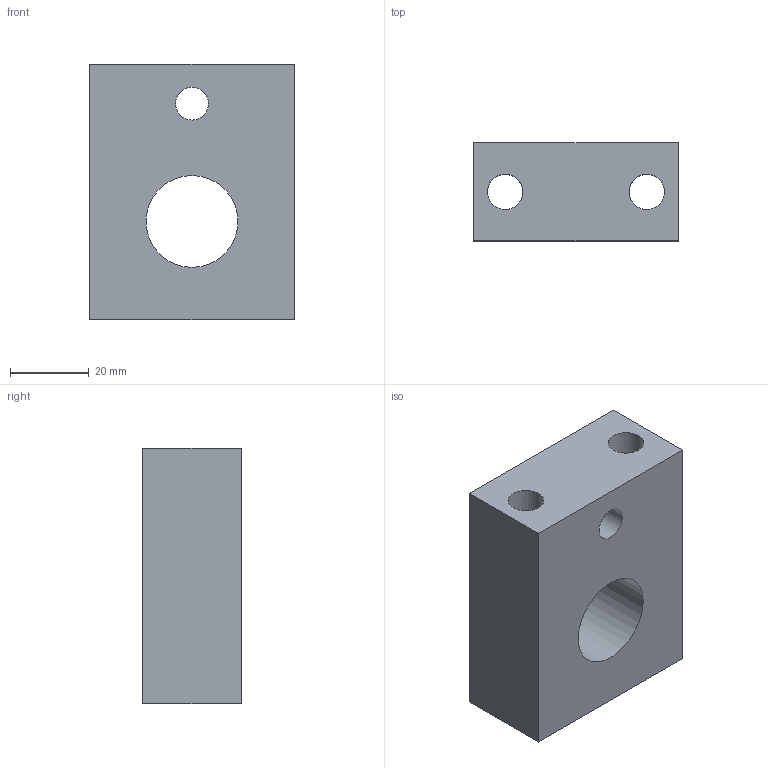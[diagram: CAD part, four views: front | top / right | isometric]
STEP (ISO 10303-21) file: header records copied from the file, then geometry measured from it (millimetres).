
FILE_DESCRIPTION(/* description */ ('Distanzplatte'),/* implementation_level */ '2;1');
FILE_NAME(/* name */ '00039670.stp',/* time_stamp */ '2023-08-24T13:43:22+02:00',/* author */ ('Pflugbeil'),/* organization */ (''),/* preprocessor_version */ 'ST-DEVELOPER v19.2',/* originating_system */ 'Autodesk Inventor 2023',/* authorisation */ '');
FILE_SCHEMA (('AUTOMOTIVE_DESIGN { 1 0 10303 214 3 1 1 }'));
Length unit declared in the file: millimetre
Products named in the file (1): 00039670
Bounding box: 52 x 25 x 65 mm (x, y, z)
Volume: 63523.5 mm3; surface area: 17942.9 mm2
Topology: 1 solids, 1 shells, 14 faces, 34 edges, 22 vertices
Faces by surface type: cylinder 6, plane 6, cone 2
Full cylindrical faces by diameter (mm): 6 x2, 8.376 x1, 9 x2, 23.376 x1
Entity records: 463 total; most frequent: DIRECTION 74, CARTESIAN_POINT 69, ORIENTED_EDGE 64, EDGE_CURVE 32, AXIS2_PLACEMENT_3D 27, EDGE_LOOP 24, VERTEX_POINT 22, LINE 20
